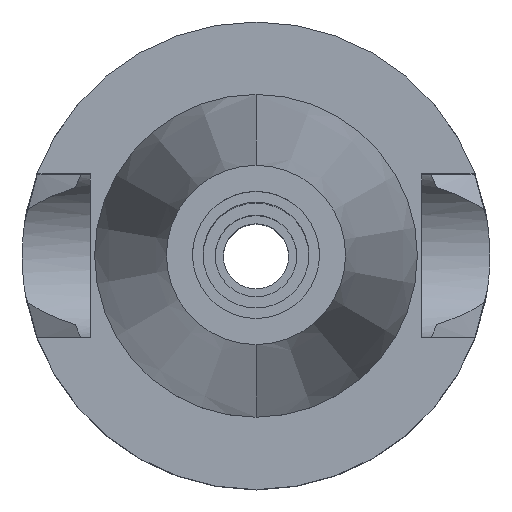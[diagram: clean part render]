
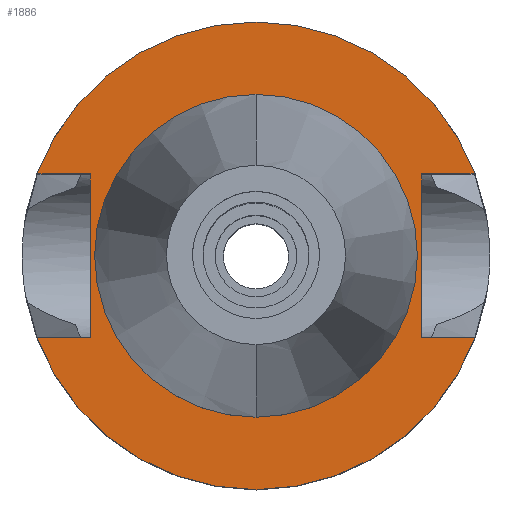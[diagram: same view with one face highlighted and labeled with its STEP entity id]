
A CAD part, top view. The second image highlights one B-rep face of the part: STEP entity #1886.
In plain terms, the highlighted planar face has unit normal (0, 0, 1).
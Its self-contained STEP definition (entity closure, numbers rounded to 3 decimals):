
#45 = LINE ( 'NONE', #696, #249 ) ;
#96 = DIRECTION ( 'NONE',  ( -1., 0., 0. ) ) ;
#144 = VECTOR ( 'NONE', #190, 1000. ) ;
#190 = DIRECTION ( 'NONE',  ( 1., 0., 0. ) ) ;
#214 = DIRECTION ( 'NONE',  ( 0., 0., -1. ) ) ;
#249 = VECTOR ( 'NONE', #1885, 1000. ) ;
#284 = EDGE_CURVE ( 'NONE', #985, #458, #421, .T. ) ;
#421 = LINE ( 'NONE', #1248, #144 ) ;
#449 = CARTESIAN_POINT ( 'NONE',  ( 0., 0., -1. ) ) ;
#458 = VERTEX_POINT ( 'NONE', #1901 ) ;
#491 = VECTOR ( 'NONE', #96, 1000. ) ;
#533 = VECTOR ( 'NONE', #2890, 1000. ) ;
#624 = CARTESIAN_POINT ( 'NONE',  ( -16.3, -8.05, -1. ) ) ;
#656 = CARTESIAN_POINT ( 'NONE',  ( 0., 0., -1. ) ) ;
#676 = CARTESIAN_POINT ( 'NONE',  ( 0., -15.875, -1. ) ) ;
#696 = CARTESIAN_POINT ( 'NONE',  ( -16.3, -8.05, -1. ) ) ;
#708 = ORIENTED_EDGE ( 'NONE', *, *, #2380, .F. ) ;
#727 = EDGE_CURVE ( 'NONE', #998, #776, #1007, .T. ) ;
#729 = LINE ( 'NONE', #2371, #533 ) ;
#773 = ORIENTED_EDGE ( 'NONE', *, *, #2125, .F. ) ;
#776 = VERTEX_POINT ( 'NONE', #2202 ) ;
#825 = DIRECTION ( 'NONE',  ( 0., 0., 1. ) ) ;
#841 = LINE ( 'NONE', #1779, #1425 ) ;
#985 = VERTEX_POINT ( 'NONE', #1107 ) ;
#998 = VERTEX_POINT ( 'NONE', #624 ) ;
#1002 = CARTESIAN_POINT ( 'NONE',  ( 0., 15.875, -1. ) ) ;
#1007 = LINE ( 'NONE', #1729, #491 ) ;
#1107 = CARTESIAN_POINT ( 'NONE',  ( 16.3, 8.05, -1. ) ) ;
#1126 = DIRECTION ( 'NONE',  ( 0., -1., 0. ) ) ;
#1172 = CARTESIAN_POINT ( 'NONE',  ( -16.3, 8.05, -1. ) ) ;
#1183 = CIRCLE ( 'NONE', #2625, 23. ) ;
#1203 = ORIENTED_EDGE ( 'NONE', *, *, #727, .T. ) ;
#1210 = EDGE_CURVE ( 'NONE', #2596, #2378, #841, .T. ) ;
#1216 = AXIS2_PLACEMENT_3D ( 'NONE', #449, #2127, #2394 ) ;
#1236 = ORIENTED_EDGE ( 'NONE', *, *, #1460, .F. ) ;
#1247 = ORIENTED_EDGE ( 'NONE', *, *, #2045, .F. ) ;
#1248 = CARTESIAN_POINT ( 'NONE',  ( 16.3, 8.05, -1. ) ) ;
#1267 = EDGE_CURVE ( 'NONE', #1681, #2018, #2303, .T. ) ;
#1277 = VECTOR ( 'NONE', #2793, 1000. ) ;
#1301 = EDGE_LOOP ( 'NONE', ( #1203, #2905, #2713, #1236, #1891, #1247, #1968, #773 ) ) ;
#1335 = VERTEX_POINT ( 'NONE', #676 ) ;
#1343 = DIRECTION ( 'NONE',  ( 0., -1., 0. ) ) ;
#1358 = DIRECTION ( 'NONE',  ( 0., 0., 1. ) ) ;
#1400 = DIRECTION ( 'NONE',  ( 0., -1., 0. ) ) ;
#1412 = FACE_BOUND ( 'NONE', #1560, .T. ) ;
#1425 = VECTOR ( 'NONE', #1752, 1000. ) ;
#1460 = EDGE_CURVE ( 'NONE', #985, #2596, #729, .T. ) ;
#1534 = AXIS2_PLACEMENT_3D ( 'NONE', #2541, #1358, #1343 ) ;
#1560 = EDGE_LOOP ( 'NONE', ( #1634, #708 ) ) ;
#1631 = CARTESIAN_POINT ( 'NONE',  ( 0., 0., -1. ) ) ;
#1634 = ORIENTED_EDGE ( 'NONE', *, *, #1721, .F. ) ;
#1681 = VERTEX_POINT ( 'NONE', #2701 ) ;
#1719 = CIRCLE ( 'NONE', #1534, 15.875 ) ;
#1721 = EDGE_CURVE ( 'NONE', #2531, #1335, #2916, .T. ) ;
#1729 = CARTESIAN_POINT ( 'NONE',  ( -16.3, -8.05, -1. ) ) ;
#1752 = DIRECTION ( 'NONE',  ( 1., 0., 0. ) ) ;
#1779 = CARTESIAN_POINT ( 'NONE',  ( 16.3, -8.05, -1. ) ) ;
#1862 = AXIS2_PLACEMENT_3D ( 'NONE', #1631, #2578, #1400 ) ;
#1885 = DIRECTION ( 'NONE',  ( 0., 1., 0. ) ) ;
#1886 = ADVANCED_FACE ( 'NONE', ( #2807, #1412 ), #2819, .F. ) ;
#1891 = ORIENTED_EDGE ( 'NONE', *, *, #284, .T. ) ;
#1901 = CARTESIAN_POINT ( 'NONE',  ( 21.545, 8.05, -1. ) ) ;
#1905 = AXIS2_PLACEMENT_3D ( 'NONE', #2259, #825, #2536 ) ;
#1968 = ORIENTED_EDGE ( 'NONE', *, *, #1267, .F. ) ;
#2018 = VERTEX_POINT ( 'NONE', #2522 ) ;
#2045 = EDGE_CURVE ( 'NONE', #2018, #458, #2208, .T. ) ;
#2097 = CARTESIAN_POINT ( 'NONE',  ( 21.545, -8.05, -1. ) ) ;
#2125 = EDGE_CURVE ( 'NONE', #998, #1681, #45, .T. ) ;
#2127 = DIRECTION ( 'NONE',  ( 0., 0., -1. ) ) ;
#2194 = CARTESIAN_POINT ( 'NONE',  ( 16.3, -8.05, -1. ) ) ;
#2202 = CARTESIAN_POINT ( 'NONE',  ( -21.545, -8.05, -1. ) ) ;
#2208 = CIRCLE ( 'NONE', #1216, 23. ) ;
#2259 = CARTESIAN_POINT ( 'NONE',  ( 0., 0., -1. ) ) ;
#2303 = LINE ( 'NONE', #1172, #1277 ) ;
#2371 = CARTESIAN_POINT ( 'NONE',  ( 16.3, 8.05, -1. ) ) ;
#2378 = VERTEX_POINT ( 'NONE', #2097 ) ;
#2380 = EDGE_CURVE ( 'NONE', #1335, #2531, #1719, .T. ) ;
#2394 = DIRECTION ( 'NONE',  ( 0., 1., 0. ) ) ;
#2522 = CARTESIAN_POINT ( 'NONE',  ( -21.545, 8.05, -1. ) ) ;
#2531 = VERTEX_POINT ( 'NONE', #1002 ) ;
#2536 = DIRECTION ( 'NONE',  ( 0., 1., 0. ) ) ;
#2541 = CARTESIAN_POINT ( 'NONE',  ( 0., 0., -1. ) ) ;
#2578 = DIRECTION ( 'NONE',  ( 0., 0., -1. ) ) ;
#2596 = VERTEX_POINT ( 'NONE', #2194 ) ;
#2625 = AXIS2_PLACEMENT_3D ( 'NONE', #656, #214, #1126 ) ;
#2701 = CARTESIAN_POINT ( 'NONE',  ( -16.3, 8.05, -1. ) ) ;
#2713 = ORIENTED_EDGE ( 'NONE', *, *, #1210, .F. ) ;
#2793 = DIRECTION ( 'NONE',  ( -1., 0., 0. ) ) ;
#2807 = FACE_OUTER_BOUND ( 'NONE', #1301, .T. ) ;
#2819 = PLANE ( 'NONE',  #1862 ) ;
#2890 = DIRECTION ( 'NONE',  ( 0., -1., 0. ) ) ;
#2902 = EDGE_CURVE ( 'NONE', #2378, #776, #1183, .T. ) ;
#2905 = ORIENTED_EDGE ( 'NONE', *, *, #2902, .F. ) ;
#2916 = CIRCLE ( 'NONE', #1905, 15.875 ) ;
